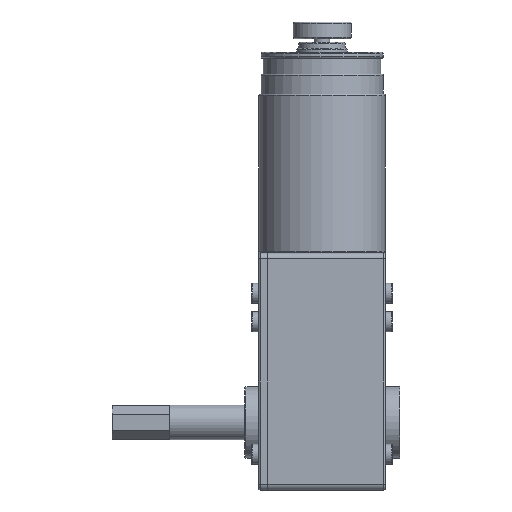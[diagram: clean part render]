
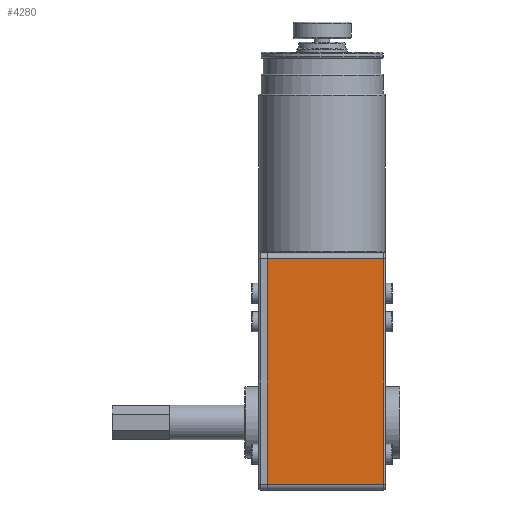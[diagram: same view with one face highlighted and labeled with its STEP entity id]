
A CAD part, left-side view. The second image highlights one B-rep face of the part: STEP entity #4280.
In plain terms, the highlighted planar face has unit normal (-1, 0, 0).
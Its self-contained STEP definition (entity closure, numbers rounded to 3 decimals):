
#203 = CARTESIAN_POINT ( 'NONE',  ( -29., 22., 39.25 ) ) ;
#437 = CARTESIAN_POINT ( 'NONE',  ( -29., -22., -39.25 ) ) ;
#442 = VECTOR ( 'NONE', #3010, 1000. ) ;
#524 = CARTESIAN_POINT ( 'NONE',  ( -29., 19., 0. ) ) ;
#688 = VECTOR ( 'NONE', #4518, 1000. ) ;
#768 = VERTEX_POINT ( 'NONE', #1226 ) ;
#921 = PLANE ( 'NONE',  #1516 ) ;
#980 = EDGE_CURVE ( 'NONE', #1458, #2519, #3065, .T. ) ;
#1155 = ORIENTED_EDGE ( 'NONE', *, *, #3793, .T. ) ;
#1226 = CARTESIAN_POINT ( 'NONE',  ( -29., -21.5, 39.25 ) ) ;
#1322 = LINE ( 'NONE', #203, #3657 ) ;
#1338 = EDGE_CURVE ( 'NONE', #3705, #1458, #3397, .T. ) ;
#1345 = VECTOR ( 'NONE', #1880, 1000. ) ;
#1458 = VERTEX_POINT ( 'NONE', #4495 ) ;
#1516 = AXIS2_PLACEMENT_3D ( 'NONE', #1716, #4642, #4170 ) ;
#1658 = ORIENTED_EDGE ( 'NONE', *, *, #2677, .T. ) ;
#1716 = CARTESIAN_POINT ( 'NONE',  ( -29., 0., 0. ) ) ;
#1880 = DIRECTION ( 'NONE',  ( 0., -1., 0. ) ) ;
#1996 = CARTESIAN_POINT ( 'NONE',  ( -29., -21.5, 39.25 ) ) ;
#2211 = CARTESIAN_POINT ( 'NONE',  ( -29., -21.5, -39.25 ) ) ;
#2232 = CARTESIAN_POINT ( 'NONE',  ( -29., 19., 39.25 ) ) ;
#2494 = ORIENTED_EDGE ( 'NONE', *, *, #1338, .T. ) ;
#2519 = VERTEX_POINT ( 'NONE', #2211 ) ;
#2677 = EDGE_CURVE ( 'NONE', #2519, #768, #3416, .T. ) ;
#2912 = ORIENTED_EDGE ( 'NONE', *, *, #980, .T. ) ;
#3010 = DIRECTION ( 'NONE',  ( 0., 0., -1. ) ) ;
#3065 = LINE ( 'NONE', #437, #1345 ) ;
#3334 = EDGE_LOOP ( 'NONE', ( #1155, #2494, #2912, #1658 ) ) ;
#3397 = LINE ( 'NONE', #524, #442 ) ;
#3416 = LINE ( 'NONE', #1996, #688 ) ;
#3657 = VECTOR ( 'NONE', #4554, 1000. ) ;
#3705 = VERTEX_POINT ( 'NONE', #2232 ) ;
#3793 = EDGE_CURVE ( 'NONE', #768, #3705, #1322, .T. ) ;
#4170 = DIRECTION ( 'NONE',  ( 0., 0., 1. ) ) ;
#4280 = ADVANCED_FACE ( 'NONE', ( #4604 ), #921, .T. ) ;
#4495 = CARTESIAN_POINT ( 'NONE',  ( -29., 19., -39.25 ) ) ;
#4518 = DIRECTION ( 'NONE',  ( 0., 0., 1. ) ) ;
#4554 = DIRECTION ( 'NONE',  ( 0., 1., 0. ) ) ;
#4604 = FACE_OUTER_BOUND ( 'NONE', #3334, .T. ) ;
#4642 = DIRECTION ( 'NONE',  ( -1., 0., 0. ) ) ;
